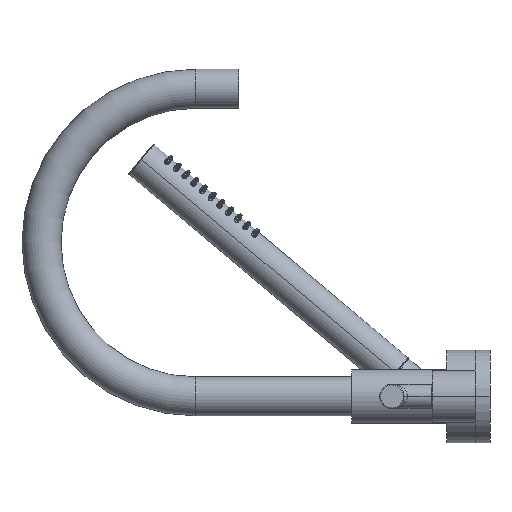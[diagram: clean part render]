
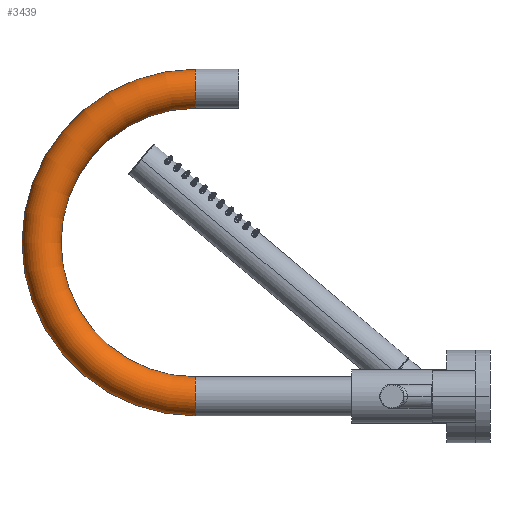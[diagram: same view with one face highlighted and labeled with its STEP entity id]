
A CAD part, left-side view. The second image highlights one B-rep face of the part: STEP entity #3439.
In plain terms, the highlighted toroidal (fillet/blend) face has major radius 100.013 mm and minor radius 12.7 mm.
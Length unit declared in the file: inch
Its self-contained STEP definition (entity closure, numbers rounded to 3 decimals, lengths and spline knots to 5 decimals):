
#3105=CARTESIAN_POINT('',(0.,7.54,7.875));
#3106=DIRECTION('',(0.,-1.,0.));
#3107=DIRECTION('',(0.,0.,1.));
#3108=AXIS2_PLACEMENT_3D('',#3105,#3106,#3107);
#3125=CARTESIAN_POINT('',(0.,7.54,3.9375));
#3126=DIRECTION('',(1.,0.,0.));
#3127=DIRECTION('',(0.,0.,-1.));
#3128=AXIS2_PLACEMENT_3D('',#3125,#3126,#3127);
#3204=CARTESIAN_POINT('',(0.,7.54,0.));
#3205=DIRECTION('',(0.,1.,0.));
#3206=DIRECTION('',(0.,0.,-1.));
#3207=AXIS2_PLACEMENT_3D('',#3204,#3205,#3206);
#3209=CARTESIAN_POINT('',(0.,7.54,3.9375));
#3210=DIRECTION('',(1.,0.,0.));
#3211=DIRECTION('',(0.,0.,-1.));
#3212=AXIS2_PLACEMENT_3D('',#3209,#3210,#3211);
#3230=CARTESIAN_POINT('',(0.,7.54,0.5));
#3231=CARTESIAN_POINT('',(0.,7.54,-0.5));
#3232=VERTEX_POINT('',#3230);
#3233=VERTEX_POINT('',#3231);
#3234=CARTESIAN_POINT('',(0.,7.54,7.375));
#3235=CARTESIAN_POINT('',(0.,7.54,8.375));
#3236=VERTEX_POINT('',#3234);
#3237=VERTEX_POINT('',#3235);
#3428=CARTESIAN_POINT('',(0.,7.54,3.9375));
#3429=DIRECTION('',(1.,0.,0.));
#3430=DIRECTION('',(0.,0.,1.));
#3431=AXIS2_PLACEMENT_3D('',#3428,#3429,#3430);
#3432=TOROIDAL_SURFACE('',#3431,3.9375,0.5);
#3433=ORIENTED_EDGE('',*,*,#3422,.F.);
#3434=ORIENTED_EDGE('',*,*,#3296,.T.);
#3435=ORIENTED_EDGE('',*,*,#3268,.T.);
#3436=ORIENTED_EDGE('',*,*,#3293,.F.);
#3437=EDGE_LOOP('',(#3433,#3434,#3435,#3436));
#3438=FACE_OUTER_BOUND('',#3437,.F.);
#3439=ADVANCED_FACE('',(#3438),#3432,.T.);
#3109=CIRCLE('',#3108,0.5);
#3129=CIRCLE('',#3128,3.4375);
#3208=CIRCLE('',#3207,0.5);
#3213=CIRCLE('',#3212,4.4375);
#3268=EDGE_CURVE('',#3237,#3236,#3109,.T.);
#3293=EDGE_CURVE('',#3232,#3236,#3129,.T.);
#3296=EDGE_CURVE('',#3233,#3237,#3213,.T.);
#3422=EDGE_CURVE('',#3233,#3232,#3208,.T.);
